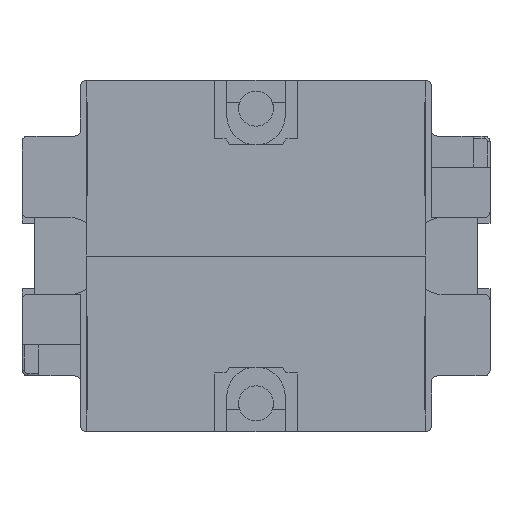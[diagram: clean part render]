
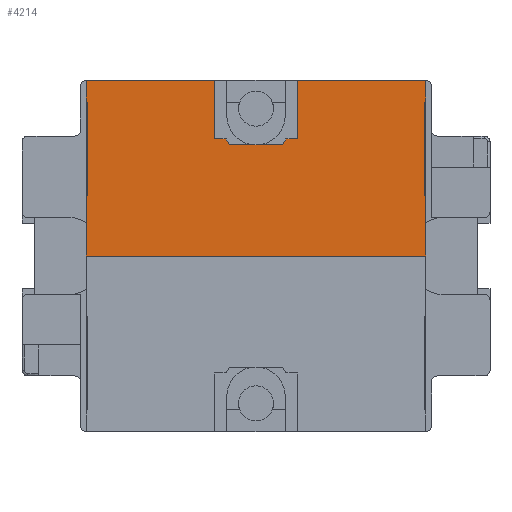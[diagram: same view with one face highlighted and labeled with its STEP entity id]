
A CAD part, front view. The second image highlights one B-rep face of the part: STEP entity #4214.
In plain terms, the highlighted planar face has unit normal (0, -1, 0).
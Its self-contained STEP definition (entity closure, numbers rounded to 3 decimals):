
#2439=DIRECTION('',(1.,0.,0.));
#2440=VECTOR('',#2439,29.);
#2441=CARTESIAN_POINT('',(-14.5,-11.85,0.));
#2442=LINE('',#2441,#2440);
#2471=DIRECTION('',(0.,0.,1.));
#2472=VECTOR('',#2471,5.15);
#2473=CARTESIAN_POINT('',(-14.5,-11.85,0.));
#2474=LINE('',#2473,#2472);
#2475=DIRECTION('',(1.,0.,0.));
#2476=VECTOR('',#2475,0.076);
#2477=CARTESIAN_POINT('',(-14.5,-11.85,5.15));
#2478=LINE('',#2477,#2476);
#2479=DIRECTION('',(0.,0.,1.));
#2480=VECTOR('',#2479,1.85);
#2481=CARTESIAN_POINT('',(-14.5,-11.85,13.15));
#2482=LINE('',#2481,#2480);
#2483=DIRECTION('',(1.,0.,0.));
#2484=VECTOR('',#2483,10.95);
#2485=CARTESIAN_POINT('',(-14.5,-11.85,15.));
#2486=LINE('',#2485,#2484);
#2487=DIRECTION('',(0.,0.,-1.));
#2488=VECTOR('',#2487,5.);
#2489=CARTESIAN_POINT('',(-3.55,-11.85,15.));
#2490=LINE('',#2489,#2488);
#2491=DIRECTION('',(1.,0.,0.));
#2492=VECTOR('',#2491,1.);
#2493=CARTESIAN_POINT('',(-3.55,-11.85,10.));
#2494=LINE('',#2493,#2492);
#2495=DIRECTION('',(0.514,0.,-0.857));
#2496=VECTOR('',#2495,0.583);
#2497=CARTESIAN_POINT('',(-2.55,-11.85,10.));
#2498=LINE('',#2497,#2496);
#2499=DIRECTION('',(1.,0.,0.));
#2500=VECTOR('',#2499,4.5);
#2501=CARTESIAN_POINT('',(-2.25,-11.85,9.5));
#2502=LINE('',#2501,#2500);
#2503=DIRECTION('',(0.514,0.,0.857));
#2504=VECTOR('',#2503,0.583);
#2505=CARTESIAN_POINT('',(2.25,-11.85,9.5));
#2506=LINE('',#2505,#2504);
#2507=DIRECTION('',(1.,0.,0.));
#2508=VECTOR('',#2507,1.);
#2509=CARTESIAN_POINT('',(2.55,-11.85,10.));
#2510=LINE('',#2509,#2508);
#2511=DIRECTION('',(0.,0.,1.));
#2512=VECTOR('',#2511,5.);
#2513=CARTESIAN_POINT('',(3.55,-11.85,10.));
#2514=LINE('',#2513,#2512);
#2515=DIRECTION('',(1.,0.,0.));
#2516=VECTOR('',#2515,10.95);
#2517=CARTESIAN_POINT('',(3.55,-11.85,15.));
#2518=LINE('',#2517,#2516);
#2519=DIRECTION('',(0.,0.,-1.));
#2520=VECTOR('',#2519,8.);
#2521=CARTESIAN_POINT('',(14.424,-11.85,13.15));
#2522=LINE('',#2521,#2520);
#2523=DIRECTION('',(1.,0.,0.));
#2524=VECTOR('',#2523,0.076);
#2525=CARTESIAN_POINT('',(14.424,-11.85,5.15));
#2526=LINE('',#2525,#2524);
#3073=DIRECTION('',(1.,0.,0.));
#3074=VECTOR('',#3073,0.076);
#3075=CARTESIAN_POINT('',(-14.5,-11.85,13.15));
#3076=LINE('',#3075,#3074);
#3085=DIRECTION('',(0.,0.,-1.));
#3086=VECTOR('',#3085,8.);
#3087=CARTESIAN_POINT('',(-14.424,-11.85,13.15));
#3088=LINE('',#3087,#3086);
#3132=DIRECTION('',(0.,0.,1.));
#3133=VECTOR('',#3132,5.15);
#3134=CARTESIAN_POINT('',(14.5,-11.85,0.));
#3135=LINE('',#3134,#3133);
#3144=DIRECTION('',(0.,0.,1.));
#3145=VECTOR('',#3144,1.85);
#3146=CARTESIAN_POINT('',(14.5,-11.85,13.15));
#3147=LINE('',#3146,#3145);
#3168=DIRECTION('',(1.,0.,0.));
#3169=VECTOR('',#3168,0.076);
#3170=CARTESIAN_POINT('',(14.424,-11.85,13.15));
#3171=LINE('',#3170,#3169);
#3728=CARTESIAN_POINT('',(-14.5,-11.85,0.));
#3729=CARTESIAN_POINT('',(14.5,-11.85,0.));
#3730=VERTEX_POINT('',#3728);
#3731=VERTEX_POINT('',#3729);
#3748=CARTESIAN_POINT('',(-14.5,-11.85,5.15));
#3749=VERTEX_POINT('',#3748);
#3750=CARTESIAN_POINT('',(-14.424,-11.85,5.15));
#3751=VERTEX_POINT('',#3750);
#3752=CARTESIAN_POINT('',(-14.424,-11.85,13.15));
#3753=VERTEX_POINT('',#3752);
#3754=CARTESIAN_POINT('',(-14.5,-11.85,13.15));
#3755=VERTEX_POINT('',#3754);
#3756=CARTESIAN_POINT('',(-14.5,-11.85,15.));
#3757=VERTEX_POINT('',#3756);
#3758=CARTESIAN_POINT('',(-3.55,-11.85,15.));
#3759=VERTEX_POINT('',#3758);
#3760=CARTESIAN_POINT('',(-3.55,-11.85,10.));
#3761=VERTEX_POINT('',#3760);
#3762=CARTESIAN_POINT('',(-2.55,-11.85,10.));
#3763=VERTEX_POINT('',#3762);
#3764=CARTESIAN_POINT('',(-2.25,-11.85,9.5));
#3765=VERTEX_POINT('',#3764);
#3766=CARTESIAN_POINT('',(2.25,-11.85,9.5));
#3767=VERTEX_POINT('',#3766);
#3768=CARTESIAN_POINT('',(2.55,-11.85,10.));
#3769=VERTEX_POINT('',#3768);
#3770=CARTESIAN_POINT('',(3.55,-11.85,10.));
#3771=VERTEX_POINT('',#3770);
#3772=CARTESIAN_POINT('',(3.55,-11.85,15.));
#3773=VERTEX_POINT('',#3772);
#3774=CARTESIAN_POINT('',(14.5,-11.85,15.));
#3775=VERTEX_POINT('',#3774);
#3776=CARTESIAN_POINT('',(14.5,-11.85,13.15));
#3777=VERTEX_POINT('',#3776);
#3778=CARTESIAN_POINT('',(14.424,-11.85,13.15));
#3779=VERTEX_POINT('',#3778);
#3780=CARTESIAN_POINT('',(14.424,-11.85,5.15));
#3781=VERTEX_POINT('',#3780);
#3782=CARTESIAN_POINT('',(14.5,-11.85,5.15));
#3783=VERTEX_POINT('',#3782);
#4168=CARTESIAN_POINT('',(12.9,-11.85,0.));
#4169=DIRECTION('',(0.,1.,0.));
#4170=DIRECTION('',(-1.,0.,0.));
#4171=AXIS2_PLACEMENT_3D('',#4168,#4169,#4170);
#4172=PLANE('',#4171);
#4173=ORIENTED_EDGE('',*,*,#4145,.F.);
#4175=ORIENTED_EDGE('',*,*,#4174,.T.);
#4177=ORIENTED_EDGE('',*,*,#4176,.T.);
#4179=ORIENTED_EDGE('',*,*,#4178,.F.);
#4181=ORIENTED_EDGE('',*,*,#4180,.F.);
#4183=ORIENTED_EDGE('',*,*,#4182,.T.);
#4185=ORIENTED_EDGE('',*,*,#4184,.T.);
#4187=ORIENTED_EDGE('',*,*,#4186,.T.);
#4189=ORIENTED_EDGE('',*,*,#4188,.T.);
#4191=ORIENTED_EDGE('',*,*,#4190,.T.);
#4193=ORIENTED_EDGE('',*,*,#4192,.T.);
#4195=ORIENTED_EDGE('',*,*,#4194,.T.);
#4197=ORIENTED_EDGE('',*,*,#4196,.T.);
#4199=ORIENTED_EDGE('',*,*,#4198,.T.);
#4201=ORIENTED_EDGE('',*,*,#4200,.T.);
#4203=ORIENTED_EDGE('',*,*,#4202,.F.);
#4205=ORIENTED_EDGE('',*,*,#4204,.F.);
#4207=ORIENTED_EDGE('',*,*,#4206,.T.);
#4209=ORIENTED_EDGE('',*,*,#4208,.T.);
#4211=ORIENTED_EDGE('',*,*,#4210,.F.);
#4212=EDGE_LOOP('',(#4173,#4175,#4177,#4179,#4181,#4183,#4185,#4187,#4189,#4191,
#4193,#4195,#4197,#4199,#4201,#4203,#4205,#4207,#4209,#4211));
#4213=FACE_OUTER_BOUND('',#4212,.F.);
#4214=ADVANCED_FACE('',(#4213),#4172,.F.);
#4145=EDGE_CURVE('',#3730,#3731,#2442,.T.);
#4174=EDGE_CURVE('',#3730,#3749,#2474,.T.);
#4176=EDGE_CURVE('',#3749,#3751,#2478,.T.);
#4178=EDGE_CURVE('',#3753,#3751,#3088,.T.);
#4180=EDGE_CURVE('',#3755,#3753,#3076,.T.);
#4182=EDGE_CURVE('',#3755,#3757,#2482,.T.);
#4184=EDGE_CURVE('',#3757,#3759,#2486,.T.);
#4186=EDGE_CURVE('',#3759,#3761,#2490,.T.);
#4188=EDGE_CURVE('',#3761,#3763,#2494,.T.);
#4190=EDGE_CURVE('',#3763,#3765,#2498,.T.);
#4192=EDGE_CURVE('',#3765,#3767,#2502,.T.);
#4194=EDGE_CURVE('',#3767,#3769,#2506,.T.);
#4196=EDGE_CURVE('',#3769,#3771,#2510,.T.);
#4198=EDGE_CURVE('',#3771,#3773,#2514,.T.);
#4200=EDGE_CURVE('',#3773,#3775,#2518,.T.);
#4202=EDGE_CURVE('',#3777,#3775,#3147,.T.);
#4204=EDGE_CURVE('',#3779,#3777,#3171,.T.);
#4206=EDGE_CURVE('',#3779,#3781,#2522,.T.);
#4208=EDGE_CURVE('',#3781,#3783,#2526,.T.);
#4210=EDGE_CURVE('',#3731,#3783,#3135,.T.);
